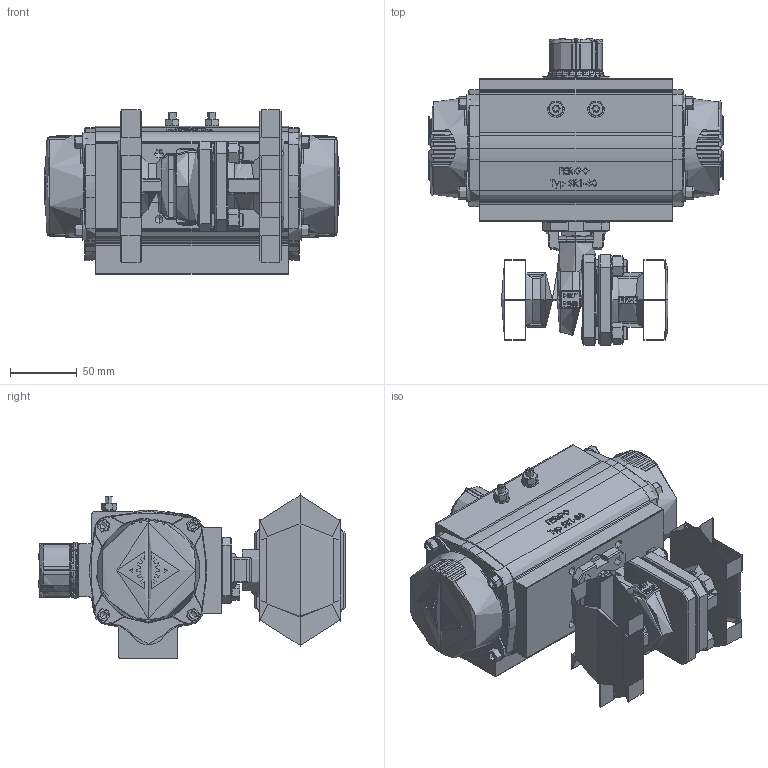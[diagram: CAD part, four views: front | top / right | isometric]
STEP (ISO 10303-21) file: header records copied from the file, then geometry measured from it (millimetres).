
FILE_DESCRIPTION (( 'STEP AP214' ), '1' );
FILE_NAME ('KH155-DN25-PN40-Pneumatischer-SR80-Einfachwirkend-Schwenkantrieb-Federschließend-Fergo.STEP', '2023-05-15T08:14:16', ( '' ), ( '' ), 'SwSTEP 2.0', 'SolidWorks 2022', '' );
FILE_SCHEMA (( 'AUTOMOTIVE_DESIGN' ));
Length unit declared in the file: millimetre
Products named in the file (1): KH155-DN25-PN40-Pneumatischer-SR80-Einfachwirkend-Schwenkantrieb-Federschließend-Fergo
Bounding box: 222.31 x 230.24 x 123.5 mm (x, y, z)
Topology: 0 solids, 55 shells, 4640 faces, 12008 edges, 7505 vertices
Faces by surface type: plane 1751, cylinder 1341, bspline 819, cone 465, torus 229, sphere 35
Entity records: 212958 total; most frequent: CARTESIAN_POINT 111344, ORIENTED_EDGE 23743, DIRECTION 17159, EDGE_CURVE 11894, VERTEX_POINT 7505, AXIS2_PLACEMENT_3D 6679, EDGE_LOOP 4921, B_SPLINE_CURVE_WITH_KNOTS 4870
